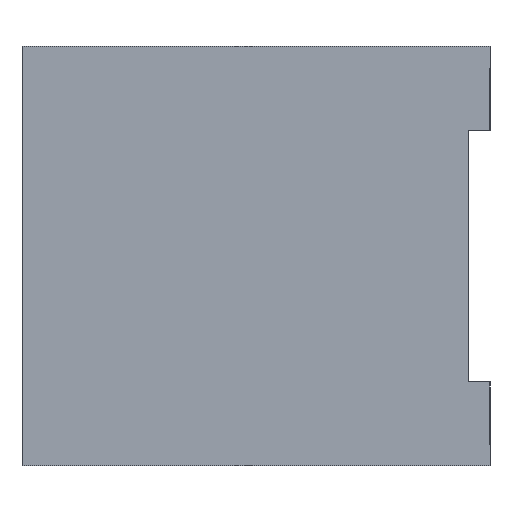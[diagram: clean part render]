
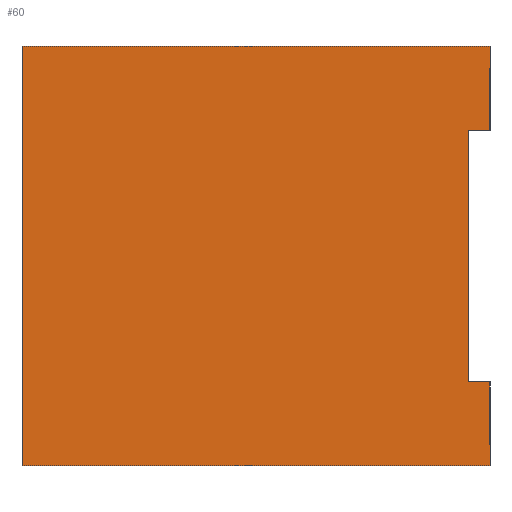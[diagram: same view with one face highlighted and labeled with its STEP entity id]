
A CAD part, left-side view. The second image highlights one B-rep face of the part: STEP entity #60.
In plain terms, the highlighted planar face has unit normal (-1, 0, 0).
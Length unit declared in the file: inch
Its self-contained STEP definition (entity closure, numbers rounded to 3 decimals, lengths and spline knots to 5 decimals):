
#10 = CARTESIAN_POINT ( 'NONE',  ( -0.35433, 0., -0.315 ) ) ;
#30 = CARTESIAN_POINT ( 'NONE',  ( -0.35433, 0., 0. ) ) ;
#33 = CARTESIAN_POINT ( 'NONE',  ( -0.35433, 0.02, -0.3937 ) ) ;
#45 = DIRECTION ( 'NONE',  ( 0., -1., 0. ) ) ;
#47 = DIRECTION ( 'NONE',  ( 0., -1., 0. ) ) ;
#49 = DIRECTION ( 'NONE',  ( 0., 0., -1. ) ) ;
#60 = ADVANCED_FACE ( 'NONE', ( #176 ), #480, .T. ) ;
#66 = CARTESIAN_POINT ( 'NONE',  ( -0.35433, 0.439, -0.3937 ) ) ;
#67 = DIRECTION ( 'NONE',  ( 0., 0., 1. ) ) ;
#74 = EDGE_CURVE ( 'NONE', #472, #487, #237, .T. ) ;
#75 = EDGE_CURVE ( 'NONE', #440, #412, #211, .T. ) ;
#80 = EDGE_CURVE ( 'NONE', #434, #472, #310, .T. ) ;
#91 = EDGE_CURVE ( 'NONE', #412, #491, #209, .T. ) ;
#95 = AXIS2_PLACEMENT_3D ( 'NONE', #452, #426, #467 ) ;
#99 = EDGE_CURVE ( 'NONE', #448, #423, #267, .T. ) ;
#125 = EDGE_CURVE ( 'NONE', #491, #487, #170, .T. ) ;
#132 = EDGE_CURVE ( 'Edge2', #434, #448, #245, .T. ) ;
#136 = EDGE_CURVE ( 'NONE', #440, #423, #172, .T. ) ;
#142 = VECTOR ( 'NONE', #45, 39.37008 ) ;
#149 = VECTOR ( 'NONE', #49, 39.37008 ) ;
#150 = VECTOR ( 'NONE', #311, 39.37008 ) ;
#157 = VECTOR ( 'NONE', #67, 39.37008 ) ;
#170 = LINE ( 'NONE', #10, #297 ) ;
#171 = VECTOR ( 'NONE', #421, 39.37008 ) ;
#172 = LINE ( 'NONE', #279, #150 ) ;
#176 = FACE_OUTER_BOUND ( 'NONE', #225, .T. ) ;
#189 = VECTOR ( 'NONE', #484, 39.37008 ) ;
#191 = VECTOR ( 'NONE', #442, 39.37008 ) ;
#209 = LINE ( 'NONE', #33, #149 ) ;
#211 = LINE ( 'NONE', #431, #189 ) ;
#212 = ORIENTED_EDGE ( 'NONE', *, *, #99, .F. ) ;
#225 = EDGE_LOOP ( 'NONE', ( #326, #248, #212, #344, #319, #342, #300, #330 ) ) ;
#237 = LINE ( 'NONE', #482, #191 ) ;
#245 = LINE ( 'NONE', #66, #157 ) ;
#248 = ORIENTED_EDGE ( 'NONE', *, *, #136, .T. ) ;
#265 = CARTESIAN_POINT ( 'NONE',  ( -0.35433, 0., -0.079 ) ) ;
#267 = LINE ( 'NONE', #30, #142 ) ;
#266 = CARTESIAN_POINT ( 'NONE',  ( -0.35433, 0., -0.3937 ) ) ;
#279 = CARTESIAN_POINT ( 'NONE',  ( -0.35433, 0., -0.3937 ) ) ;
#297 = VECTOR ( 'NONE', #47, 39.37008 ) ;
#300 = ORIENTED_EDGE ( 'NONE', *, *, #125, .F. ) ;
#310 = LINE ( 'NONE', #420, #171 ) ;
#311 = DIRECTION ( 'NONE',  ( 0., 0., 1. ) ) ;
#319 = ORIENTED_EDGE ( 'NONE', *, *, #80, .T. ) ;
#320 = CARTESIAN_POINT ( 'NONE',  ( -0.35433, 0.439, -0.3937 ) ) ;
#326 = ORIENTED_EDGE ( 'NONE', *, *, #75, .F. ) ;
#330 = ORIENTED_EDGE ( 'NONE', *, *, #91, .F. ) ;
#338 = CARTESIAN_POINT ( 'NONE',  ( -0.35433, 0., 0. ) ) ;
#342 = ORIENTED_EDGE ( 'NONE', *, *, #74, .T. ) ;
#344 = ORIENTED_EDGE ( 'NONE', *, *, #132, .F. ) ;
#356 = CARTESIAN_POINT ( 'NONE',  ( -0.35433, 0.439, 0. ) ) ;
#357 = CARTESIAN_POINT ( 'NONE',  ( -0.35433, 0.02, -0.079 ) ) ;
#370 = CARTESIAN_POINT ( 'NONE',  ( -0.35433, 0., -0.315 ) ) ;
#372 = CARTESIAN_POINT ( 'NONE',  ( -0.35433, 0.02, -0.315 ) ) ;
#412 = VERTEX_POINT ( 'NONE', #357 ) ;
#420 = CARTESIAN_POINT ( 'NONE',  ( -0.35433, 0., -0.3937 ) ) ;
#421 = DIRECTION ( 'NONE',  ( 0., -1., 0. ) ) ;
#423 = VERTEX_POINT ( 'NONE', #338 ) ;
#426 = DIRECTION ( 'NONE',  ( -1., 0., 0. ) ) ;
#431 = CARTESIAN_POINT ( 'NONE',  ( -0.35433, 0., -0.079 ) ) ;
#434 = VERTEX_POINT ( 'NONE', #320 ) ;
#440 = VERTEX_POINT ( 'NONE', #265 ) ;
#442 = DIRECTION ( 'NONE',  ( 0., 0., 1. ) ) ;
#448 = VERTEX_POINT ( 'NONE', #356 ) ;
#452 = CARTESIAN_POINT ( 'NONE',  ( -0.35433, 0., -0.3937 ) ) ;
#467 = DIRECTION ( 'NONE',  ( 0., 0., 1. ) ) ;
#472 = VERTEX_POINT ( 'NONE', #266 ) ;
#480 = PLANE ( 'NONE',  #95 ) ;
#482 = CARTESIAN_POINT ( 'NONE',  ( -0.35433, 0., -0.3937 ) ) ;
#484 = DIRECTION ( 'NONE',  ( 0., 1., 0. ) ) ;
#487 = VERTEX_POINT ( 'NONE', #370 ) ;
#491 = VERTEX_POINT ( 'NONE', #372 ) ;
